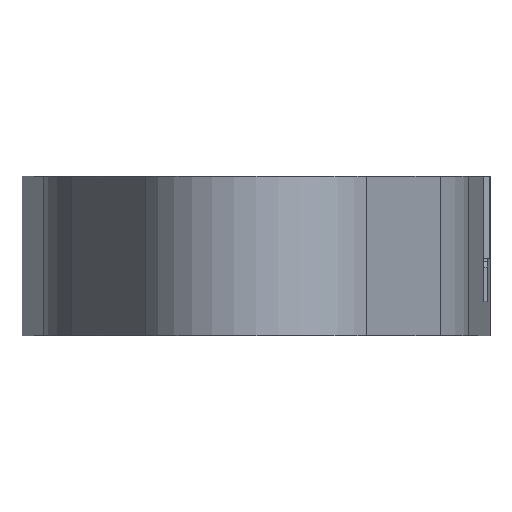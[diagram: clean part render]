
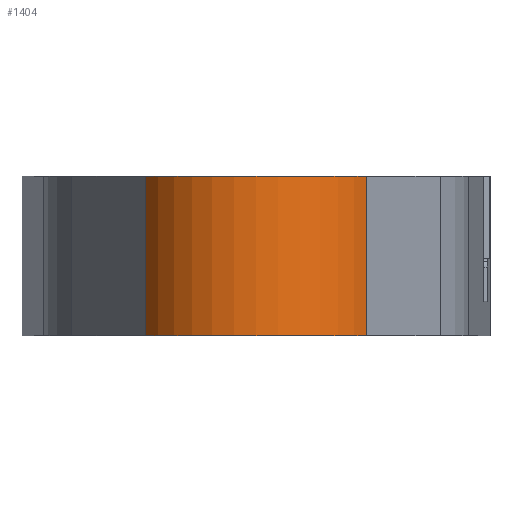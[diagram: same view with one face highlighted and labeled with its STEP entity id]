
A CAD part, front view. The second image highlights one B-rep face of the part: STEP entity #1404.
In plain terms, the highlighted cylindrical face has radius 30 mm (diameter 60 mm), a partial arc.
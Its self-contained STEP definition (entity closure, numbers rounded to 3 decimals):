
#180 = LINE ( 'NONE', #982, #3787 ) ;
#251 = VERTEX_POINT ( 'NONE', #2356 ) ;
#315 = VERTEX_POINT ( 'NONE', #2386 ) ;
#430 = CYLINDRICAL_SURFACE ( 'NONE', #4731, 30. ) ;
#587 = CIRCLE ( 'NONE', #3400, 30. ) ;
#874 = CARTESIAN_POINT ( 'NONE',  ( 0., -80., 0. ) ) ;
#914 = DIRECTION ( 'NONE',  ( 0., 0., 1. ) ) ;
#982 = CARTESIAN_POINT ( 'NONE',  ( 25.981, -95., 0. ) ) ;
#1002 = CARTESIAN_POINT ( 'NONE',  ( -25.981, -95., 37.5 ) ) ;
#1091 = VERTEX_POINT ( 'NONE', #1002 ) ;
#1164 = DIRECTION ( 'NONE',  ( 0., 0., 1. ) ) ;
#1243 = ORIENTED_EDGE ( 'NONE', *, *, #2063, .F. ) ;
#1251 = VERTEX_POINT ( 'NONE', #2236 ) ;
#1334 = VECTOR ( 'NONE', #4725, 1000. ) ;
#1375 = CARTESIAN_POINT ( 'NONE',  ( -25.981, -95., 0. ) ) ;
#1404 = ADVANCED_FACE ( 'NONE', ( #1581 ), #430, .T. ) ;
#1416 = ORIENTED_EDGE ( 'NONE', *, *, #4594, .T. ) ;
#1559 = DIRECTION ( 'NONE',  ( -0.866, -0.5, 0. ) ) ;
#1581 = FACE_OUTER_BOUND ( 'NONE', #4468, .T. ) ;
#1747 = LINE ( 'NONE', #1375, #1334 ) ;
#2063 = EDGE_CURVE ( 'NONE', #251, #1091, #1747, .T. ) ;
#2091 = AXIS2_PLACEMENT_3D ( 'NONE', #4411, #3026, #4513 ) ;
#2236 = CARTESIAN_POINT ( 'NONE',  ( 25.981, -95., 37.5 ) ) ;
#2356 = CARTESIAN_POINT ( 'NONE',  ( -25.981, -95., 0. ) ) ;
#2386 = CARTESIAN_POINT ( 'NONE',  ( 25.981, -95., 0. ) ) ;
#2503 = ORIENTED_EDGE ( 'NONE', *, *, #4795, .F. ) ;
#2574 = ORIENTED_EDGE ( 'NONE', *, *, #3376, .T. ) ;
#3026 = DIRECTION ( 'NONE',  ( 0., 0., 1. ) ) ;
#3376 = EDGE_CURVE ( 'NONE', #315, #1251, #180, .T. ) ;
#3400 = AXIS2_PLACEMENT_3D ( 'NONE', #3993, #3609, #3975 ) ;
#3609 = DIRECTION ( 'NONE',  ( 0., 0., 1. ) ) ;
#3787 = VECTOR ( 'NONE', #914, 1000. ) ;
#3975 = DIRECTION ( 'NONE',  ( -0.866, -0.5, 0. ) ) ;
#3993 = CARTESIAN_POINT ( 'NONE',  ( 0., -80., 37.5 ) ) ;
#4360 = CIRCLE ( 'NONE', #2091, 30. ) ;
#4411 = CARTESIAN_POINT ( 'NONE',  ( 0., -80., 0. ) ) ;
#4468 = EDGE_LOOP ( 'NONE', ( #1416, #2574, #2503, #1243 ) ) ;
#4513 = DIRECTION ( 'NONE',  ( -0.866, -0.5, 0. ) ) ;
#4594 = EDGE_CURVE ( 'NONE', #251, #315, #4360, .T. ) ;
#4725 = DIRECTION ( 'NONE',  ( 0., 0., 1. ) ) ;
#4731 = AXIS2_PLACEMENT_3D ( 'NONE', #874, #1164, #1559 ) ;
#4795 = EDGE_CURVE ( 'NONE', #1091, #1251, #587, .T. ) ;
